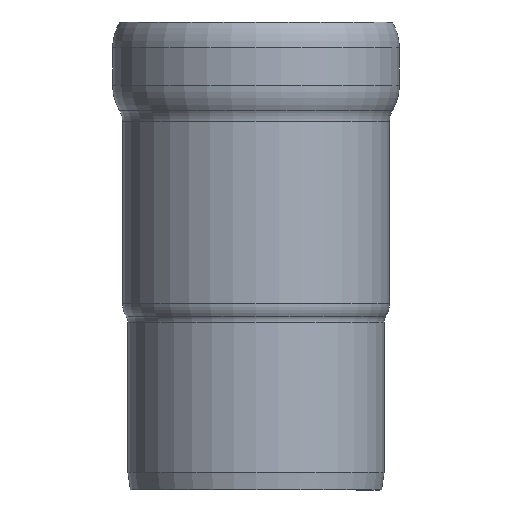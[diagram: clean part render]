
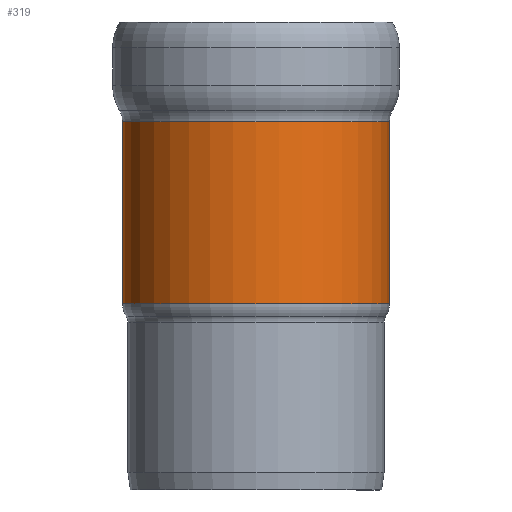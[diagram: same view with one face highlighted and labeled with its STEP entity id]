
A CAD part, front view. The second image highlights one B-rep face of the part: STEP entity #319.
In plain terms, the highlighted cylindrical face has radius 1140 mm (diameter 2280 mm), a full revolution.
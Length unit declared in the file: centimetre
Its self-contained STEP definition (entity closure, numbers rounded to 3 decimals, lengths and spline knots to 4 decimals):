
#24=LINE('',#577,#32);
#32=VECTOR('',#464,114.);
#40=CYLINDRICAL_SURFACE('',#363,114.);
#53=FACE_OUTER_BOUND('',#74,.T.);
#74=EDGE_LOOP('',(#248,#249,#250,#251,#252,#253));
#106=CIRCLE('',#361,114.);
#107=CIRCLE('',#362,114.);
#108=CIRCLE('',#364,114.);
#109=CIRCLE('',#365,114.);
#140=VERTEX_POINT('',#567);
#141=VERTEX_POINT('',#569);
#142=VERTEX_POINT('',#573);
#143=VERTEX_POINT('',#574);
#178=EDGE_CURVE('',#141,#140,#106,.T.);
#179=EDGE_CURVE('',#140,#141,#107,.T.);
#180=EDGE_CURVE('',#142,#143,#108,.T.);
#181=EDGE_CURVE('',#143,#142,#109,.T.);
#182=EDGE_CURVE('',#143,#141,#24,.T.);
#248=ORIENTED_EDGE('',*,*,#180,.F.);
#249=ORIENTED_EDGE('',*,*,#181,.F.);
#250=ORIENTED_EDGE('',*,*,#182,.T.);
#251=ORIENTED_EDGE('',*,*,#178,.T.);
#252=ORIENTED_EDGE('',*,*,#179,.T.);
#253=ORIENTED_EDGE('',*,*,#182,.F.);
#319=ADVANCED_FACE('',(#53),#40,.T.);
#361=AXIS2_PLACEMENT_3D('',#570,#454,#455);
#362=AXIS2_PLACEMENT_3D('',#571,#456,#457);
#363=AXIS2_PLACEMENT_3D('',#572,#458,#459);
#364=AXIS2_PLACEMENT_3D('',#575,#460,#461);
#365=AXIS2_PLACEMENT_3D('',#576,#462,#463);
#454=DIRECTION('center_axis',(0.,0.,
-1.));
#455=DIRECTION('ref_axis',(1.,0.,0.));
#456=DIRECTION('center_axis',(0.,0.,
-1.));
#457=DIRECTION('ref_axis',(1.,0.,0.));
#458=DIRECTION('center_axis',(0.,0.,
-1.));
#459=DIRECTION('ref_axis',(-1.,0.,0.));
#460=DIRECTION('center_axis',(0.,0.,
-1.));
#461=DIRECTION('ref_axis',(1.,0.,0.));
#462=DIRECTION('center_axis',(0.,0.,
-1.));
#463=DIRECTION('ref_axis',(1.,0.,0.));
#464=DIRECTION('',(0.,0.,1.));
#567=CARTESIAN_POINT('',(0.,-114.,314.8244));
#569=CARTESIAN_POINT('',(114.,0.,314.8244));
#570=CARTESIAN_POINT('Origin',(0.,0.,
314.8244));
#571=CARTESIAN_POINT('Origin',(0.,0.,
314.8244));
#572=CARTESIAN_POINT('Origin',(0.,0.,
236.988));
#573=CARTESIAN_POINT('',(0.,-114.,159.1515));
#574=CARTESIAN_POINT('',(114.,0.,159.1515));
#575=CARTESIAN_POINT('Origin',(0.,0.,
159.1515));
#576=CARTESIAN_POINT('Origin',(0.,0.,
159.1515));
#577=CARTESIAN_POINT('',(114.,0.,236.988));
